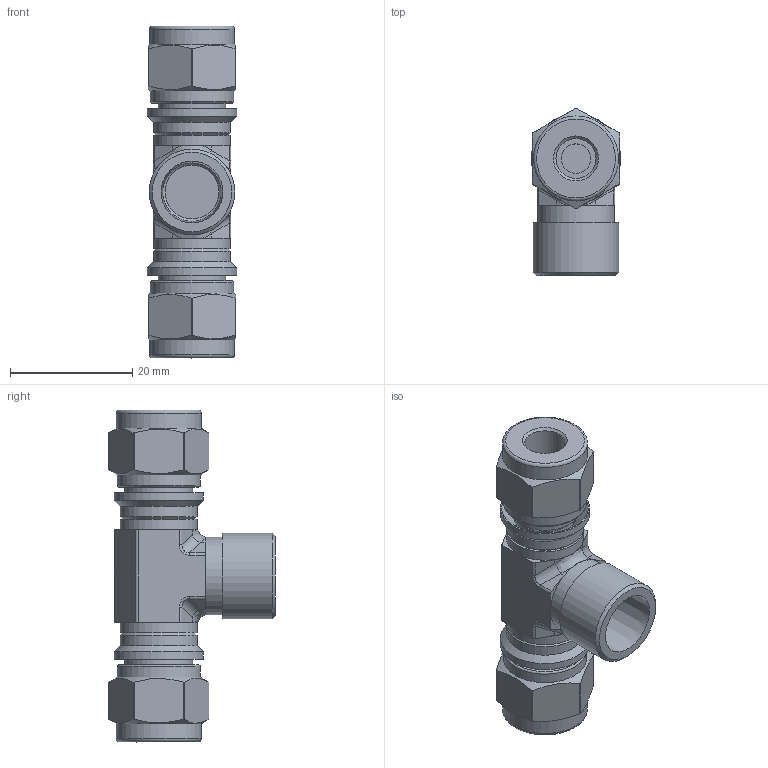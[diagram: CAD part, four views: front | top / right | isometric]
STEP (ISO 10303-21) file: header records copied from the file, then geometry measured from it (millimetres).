
FILE_DESCRIPTION(/* description */ (''),/* implementation_level */ '2;1');
FILE_NAME(/* name */ 'SFBT-4-2N.stp',/* time_stamp */ '2022-04-28T08:37:46+09:00',/* author */ ('user'),/* organization */ (''),/* preprocessor_version */ 'ST-DEVELOPER v18.1',/* originating_system */ 'Autodesk Inventor 2022',/* authorisation */ '');
FILE_SCHEMA (('AUTOMOTIVE_DESIGN { 1 0 10303 214 3 1 1 }'));
Length unit declared in the file: millimetre
Products named in the file (1): SFBT-4-2N
Bounding box: 14.6 x 27.3 x 54.28 mm (x, y, z)
Volume: 7977.1 mm3; surface area: 5290.1 mm2
Topology: 1 solids, 1 shells, 146 faces, 328 edges, 206 vertices
Faces by surface type: cylinder 61, plane 55, cone 20, bspline 6, torus 4
Full cylindrical faces by diameter (mm): 1.08 x1, 1.44 x1, 4.826 x2, 6.55 x2, 9.4 x2, 10.1 x2, 11.113 x2, 12.6 x5, 13.6 x2, 13.9 x2, 14 x1, 14.6 x2
Entity records: 4273 total; most frequent: CARTESIAN_POINT 927, DIRECTION 738, ORIENTED_EDGE 656, EDGE_CURVE 328, AXIS2_PLACEMENT_3D 297, VERTEX_POINT 206, EDGE_LOOP 168, FACE_OUTER_BOUND 146
